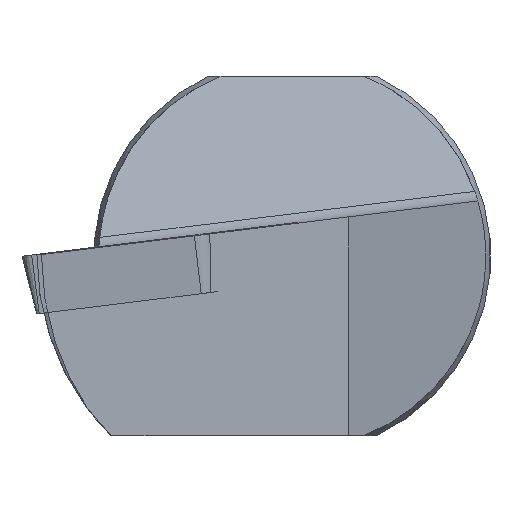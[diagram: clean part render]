
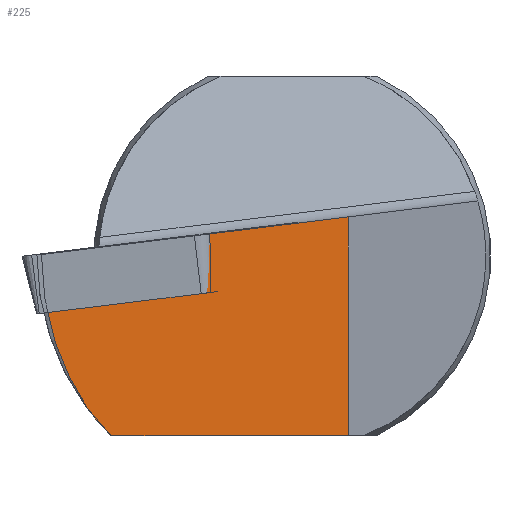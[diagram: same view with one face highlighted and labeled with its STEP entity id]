
A CAD part, left-side view. The second image highlights one B-rep face of the part: STEP entity #225.
In plain terms, the highlighted planar face has unit normal (-0.999, -0.052, 0).
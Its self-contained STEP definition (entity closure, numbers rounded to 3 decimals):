
#33=ELLIPSE('',#657,10.314,10.3);
#34=ELLIPSE('',#665,11.192,11.126);
#92=PLANE('',#666);
#119=FACE_OUTER_BOUND('',#283,.T.);
#160=LINE('',#1339,#192);
#161=LINE('',#1341,#193);
#162=LINE('',#1343,#194);
#192=VECTOR('',#789,1.);
#193=VECTOR('',#790,1.);
#194=VECTOR('',#791,1.);
#225=ADVANCED_FACE('',(#119),#92,.F.);
#283=EDGE_LOOP('',(#409,#410,#411,#412,#413));
#409=ORIENTED_EDGE('',*,*,#584,.T.);
#410=ORIENTED_EDGE('',*,*,#595,.T.);
#411=ORIENTED_EDGE('',*,*,#596,.F.);
#412=ORIENTED_EDGE('',*,*,#597,.F.);
#413=ORIENTED_EDGE('',*,*,#598,.T.);
#508=VERTEX_POINT('',#1305);
#509=VERTEX_POINT('',#1307);
#515=VERTEX_POINT('',#1340);
#516=VERTEX_POINT('',#1342);
#517=VERTEX_POINT('',#1344);
#584=EDGE_CURVE('',#509,#508,#33,.T.);
#595=EDGE_CURVE('',#508,#515,#160,.T.);
#596=EDGE_CURVE('',#516,#515,#161,.T.);
#597=EDGE_CURVE('',#517,#516,#162,.T.);
#598=EDGE_CURVE('',#517,#509,#34,.T.);
#657=AXIS2_PLACEMENT_3D('',#1306,#770,#771);
#665=AXIS2_PLACEMENT_3D('',#1345,#792,#793);
#666=AXIS2_PLACEMENT_3D('',#1346,#794,#795);
#770=DIRECTION('',(-0.999,-0.052,0.));
#771=DIRECTION('',(-0.052,0.999,0.));
#789=DIRECTION('',(0.052,-0.999,0.));
#790=DIRECTION('',(0.,0.,-1.));
#791=DIRECTION('',(0.052,-0.991,0.122));
#792=DIRECTION('',(-0.999,-0.052,0.));
#793=DIRECTION('',(0.052,-0.999,0.));
#794=DIRECTION('',(0.999,0.052,0.));
#795=DIRECTION('',(0.052,-0.999,0.));
#1305=CARTESIAN_POINT('',(0.548,-3.912,-7.201));
#1306=CARTESIAN_POINT('',(0.931,-11.228,0.049));
#1307=CARTESIAN_POINT('',(0.501,-3.017,-6.169));
#1339=CARTESIAN_POINT('',(0.401,-1.108,-7.201));
#1340=CARTESIAN_POINT('',(1.05,-13.491,-7.201));
#1341=CARTESIAN_POINT('',(1.05,-13.491,-20.551));
#1342=CARTESIAN_POINT('',(1.05,-13.491,1.626));
#1343=CARTESIAN_POINT('',(1.614,-24.265,2.949));
#1344=CARTESIAN_POINT('',(0.401,-1.109,0.106));
#1345=CARTESIAN_POINT('',(0.986,-12.285,0.049));
#1346=CARTESIAN_POINT('',(0.401,-1.108,-20.551));
